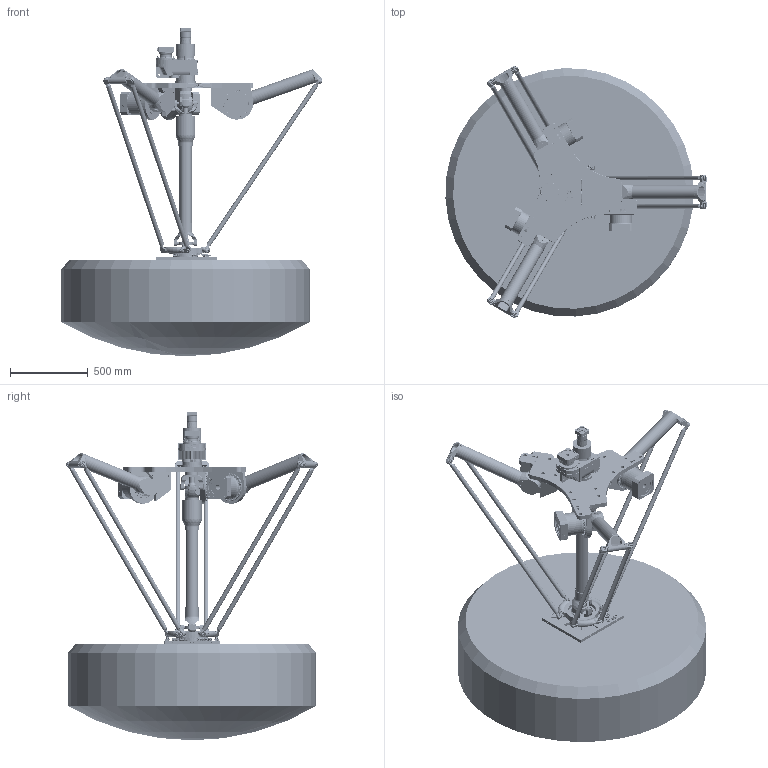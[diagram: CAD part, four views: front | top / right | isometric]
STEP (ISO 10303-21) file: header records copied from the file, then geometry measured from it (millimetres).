
FILE_DESCRIPTION(/* description */ (''),/* implementation_level */ '2;1');
FILE_NAME(/* name */ '3D-model_A_00070-T1-ATS.stp',/* time_stamp */ '2023-06-23T16:00:55+02:00',/* author */ ('simon.eble'),/* organization */ ('Majatronic'),/* preprocessor_version */ 'ST-DEVELOPER v16.5',/* originating_system */ 'Autodesk Inventor 2017',/* authorisation */ '');
FILE_SCHEMA (('AUTOMOTIVE_DESIGN { 1 0 10303 214 3 1 1 }'));
Products named in the file (22): A_00070-T1-ATS_DUMMY; MT_WST00049651MT_WST; MT_WST00065425MT_WST; MT_WST00057260MT_WST; MT_WST00114513; MT_WST00054709MT_WST; MT_WST00054710MT_WST; MT_WST00054722MT_WST; MT_WST00057263MT_WST; MT_WST00061551; MT_WST00068559MT_WST; MT_BGR00106003 Getriebekombination; MT_WST00066317MT_WST; MT_WST00107207; MT_BGR00021991MT_BGR; MT_WST00069627MT_WST; MT_WST00069628MT_WST; MT_WST00069629MT_WST; MT_WST00069630MT_WST; MT_WST00114483 Dummy Werkzeugträger; MT_WST00113380 Adapter; MT_WST00113620 Getriebe
Assembly tree (37 placements, depth 3):
  A_00070-T1-ATS_DUMMY
    MT_WST00049651MT_WST
    MT_WST00065425MT_WST
    MT_WST00057260MT_WST  x6
    MT_WST00114513
    MT_WST00054709MT_WST
    MT_WST00054710MT_WST
    MT_WST00054722MT_WST  x2
    MT_WST00057263MT_WST  x6
    MT_WST00061551  x3
    MT_WST00068559MT_WST  x3
    MT_BGR00106003 Getriebekombination
    MT_WST00066317MT_WST
    MT_WST00107207
    MT_BGR00021991MT_BGR  x2
      MT_WST00069627MT_WST
      MT_WST00069628MT_WST
      MT_WST00069629MT_WST
      MT_WST00069630MT_WST
    MT_WST00114483 Dummy Werkzeugträger
    MT_WST00113380 Adapter
    MT_WST00113620 Getriebe
Bounding box: 1680.82 x 1624.7 x 2113.88 mm (x, y, z)
Volume: 1085034179.1 mm3; surface area: 11030452.5 mm2
Topology: 40 solids, 109 shells, 7515 faces, 17699 edges, 11246 vertices
Faces by surface type: plane 3477, cylinder 2230, cone 957, bspline 545, torus 286, sphere 20
Full cylindrical faces by diameter (mm): 2 x2, 3 x5, 3.1 x4, 3.15 x6, 3.242 x34, 3.459 x4, 3.5 x2, 3.621 x8, 4 x24, 4.134 x30, 4.2 x1, 4.3 x8, 4.917 x22, 5 x5, 5.5 x6, 5.6 x24, 5.9 x8, 6 x88, 6.6 x72, 7 x12, 7.5 x2, 8 x34, 8.376 x48, 8.5 x1, 8.566 x12, 9 x1, 9.4 x12, 9.8 x12, 10 x136, 11 x1
Entity records: 181829 total; most frequent: CARTESIAN_POINT 54691, DIRECTION 25766, ORIENTED_EDGE 22960, EDGE_CURVE 11478, AXIS2_PLACEMENT_3D 10023, VERTEX_POINT 8106, EDGE_LOOP 7914, LINE 5720
